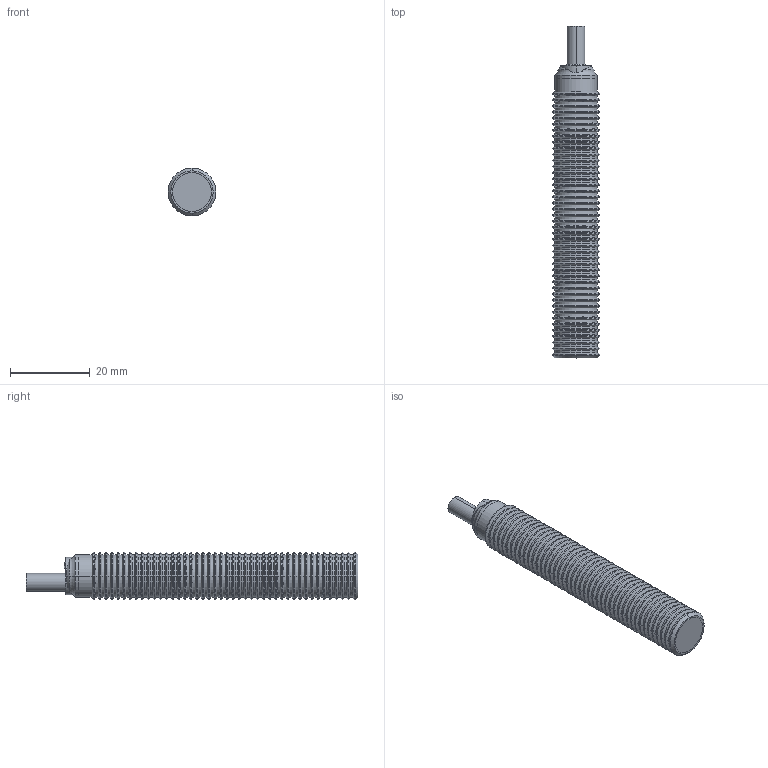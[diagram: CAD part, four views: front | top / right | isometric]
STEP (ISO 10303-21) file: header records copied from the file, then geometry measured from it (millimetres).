
FILE_DESCRIPTION(('STEP AP214'),'1');
FILE_NAME('cctmp_676DE119-F6C0-4C47-8465-0738982EECEF_2022_07_22_10_01_57_0960..stp','2022-07-22T08:01:58',('Pepperl+Fuchs GmbH'),('CADClick - www.CADClick.com'),'Spatial InterOp 3D',' ','unknown authorization');
FILE_SCHEMA(('AUTOMOTIVE_DESIGN'));
Length unit declared in the file: millimetre
Products named in the file (6): cc_unnamed; NBB4-12GM70-E3_4; NBB4-12GM70-E3_3; NBB4-12GM70-E3_2; NBB4-12GM70-E3_1; NBB4-12GM70-E3
Assembly tree (5 placements, depth 2):
  cc_unnamed
    NBB4-12GM70-E3_4
    NBB4-12GM70-E3_3
    NBB4-12GM70-E3_2
    NBB4-12GM70-E3_1
    NBB4-12GM70-E3
Bounding box: 12 x 83.21 x 12 mm (x, y, z)
Volume: 7658.7 mm3; surface area: 5338 mm2
Topology: 5 solids, 5 shells, 400 faces, 804 edges, 416 vertices
Faces by surface type: cylinder 189, cone 187, plane 16, torus 6, bspline 2
Entity records: 13763 total; most frequent: DIRECTION 1998, CARTESIAN_POINT 1980, ORIENTED_EDGE 1604, AXIS2_PLACEMENT_3D 810, EDGE_CURVE 802, VERTEX_POINT 416, STYLED_ITEM 405, PRESENTATION_STYLE_ASSIGNMENT 405
